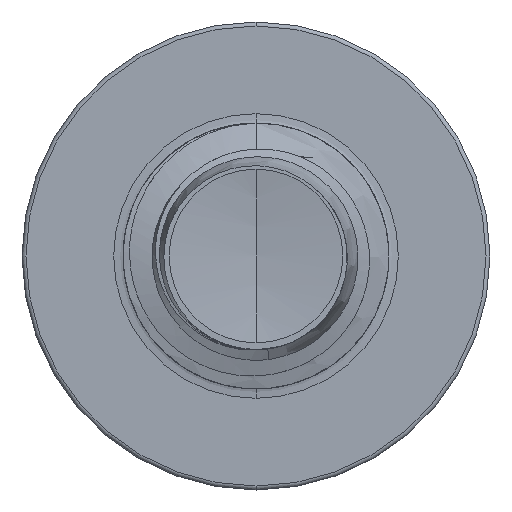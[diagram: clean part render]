
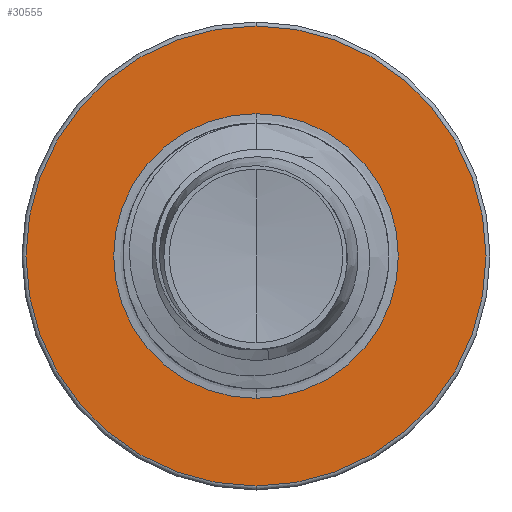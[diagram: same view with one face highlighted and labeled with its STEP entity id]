
A CAD part, front view. The second image highlights one B-rep face of the part: STEP entity #30555.
In plain terms, the highlighted planar face has unit normal (0, -1, 0).
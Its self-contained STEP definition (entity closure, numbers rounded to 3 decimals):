
#1877 = FACE_OUTER_BOUND ( 'NONE', #30522, .T. ) ;
#3440 = CARTESIAN_POINT ( 'NONE',  ( 0., 17.5, 0. ) ) ;
#4545 = CARTESIAN_POINT ( 'NONE',  ( 0., 17.5, 2.677 ) ) ;
#4681 = DIRECTION ( 'NONE',  ( 0., 0., 1. ) ) ;
#4717 = DIRECTION ( 'NONE',  ( 0., 1., 0. ) ) ;
#4723 = CARTESIAN_POINT ( 'NONE',  ( 0., 17.5, 0. ) ) ;
#5313 = DIRECTION ( 'NONE',  ( 0., 1., 0. ) ) ;
#5374 = DIRECTION ( 'NONE',  ( 0., 1., 0. ) ) ;
#7425 = DIRECTION ( 'NONE',  ( 0., 0., 1. ) ) ;
#10231 = AXIS2_PLACEMENT_3D ( 'NONE', #4723, #4717, #4681 ) ;
#10832 = DIRECTION ( 'NONE',  ( 0., 0., 1. ) ) ;
#10910 = CARTESIAN_POINT ( 'NONE',  ( 0., 17.5, -4.325 ) ) ;
#12541 = CIRCLE ( 'NONE', #17731, 2.677 ) ;
#17124 = CARTESIAN_POINT ( 'NONE',  ( 0., 17.5, 4.325 ) ) ;
#17189 = EDGE_CURVE ( 'NONE', #33070, #25439, #29486, .T. ) ;
#17731 = AXIS2_PLACEMENT_3D ( 'NONE', #25859, #5313, #28494 ) ;
#20074 = AXIS2_PLACEMENT_3D ( 'NONE', #37348, #29564, #10832 ) ;
#21840 = ORIENTED_EDGE ( 'NONE', *, *, #17189, .T. ) ;
#22833 = ORIENTED_EDGE ( 'NONE', *, *, #37385, .T. ) ;
#25439 = VERTEX_POINT ( 'NONE', #4545 ) ;
#25859 = CARTESIAN_POINT ( 'NONE',  ( 0., 17.5, 0. ) ) ;
#25872 = VERTEX_POINT ( 'NONE', #10910 ) ;
#25901 = CARTESIAN_POINT ( 'NONE',  ( 0., 17.5, 0. ) ) ;
#26712 = ORIENTED_EDGE ( 'NONE', *, *, #28383, .F. ) ;
#27318 = DIRECTION ( 'NONE',  ( 0., 1., 0. ) ) ;
#27970 = CIRCLE ( 'NONE', #30650, 4.325 ) ;
#28025 = FACE_BOUND ( 'NONE', #29024, .T. ) ;
#28306 = VERTEX_POINT ( 'NONE', #17124 ) ;
#28383 = EDGE_CURVE ( 'NONE', #28306, #25872, #29157, .T. ) ;
#28494 = DIRECTION ( 'NONE',  ( 0., 0., 1. ) ) ;
#28524 = DIRECTION ( 'NONE',  ( 0., 0., 1. ) ) ;
#29024 = EDGE_LOOP ( 'NONE', ( #22833, #21840 ) ) ;
#29157 = CIRCLE ( 'NONE', #34032, 4.325 ) ;
#29446 = ORIENTED_EDGE ( 'NONE', *, *, #36207, .F. ) ;
#29456 = PLANE ( 'NONE',  #20074 ) ;
#29486 = CIRCLE ( 'NONE', #10231, 2.677 ) ;
#29564 = DIRECTION ( 'NONE',  ( 0., 1., 0. ) ) ;
#30522 = EDGE_LOOP ( 'NONE', ( #26712, #29446 ) ) ;
#30555 = ADVANCED_FACE ( 'NONE', ( #1877, #28025 ), #29456, .F. ) ;
#30650 = AXIS2_PLACEMENT_3D ( 'NONE', #25901, #5374, #28524 ) ;
#33070 = VERTEX_POINT ( 'NONE', #37604 ) ;
#34032 = AXIS2_PLACEMENT_3D ( 'NONE', #3440, #27318, #7425 ) ;
#36207 = EDGE_CURVE ( 'NONE', #25872, #28306, #27970, .T. ) ;
#37348 = CARTESIAN_POINT ( 'NONE',  ( 0., 17.5, -2.677 ) ) ;
#37385 = EDGE_CURVE ( 'NONE', #25439, #33070, #12541, .T. ) ;
#37604 = CARTESIAN_POINT ( 'NONE',  ( 0., 17.5, -2.677 ) ) ;
